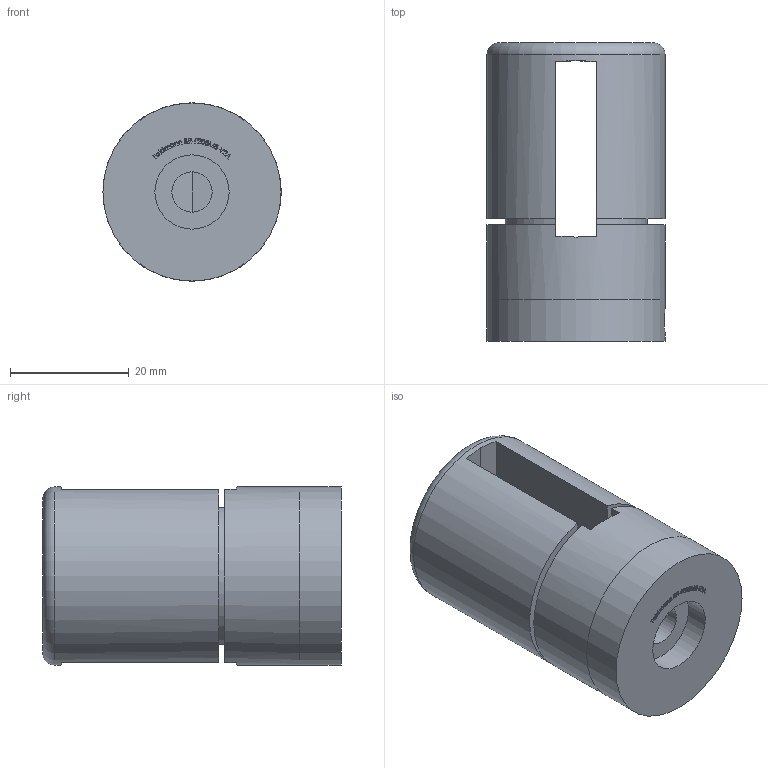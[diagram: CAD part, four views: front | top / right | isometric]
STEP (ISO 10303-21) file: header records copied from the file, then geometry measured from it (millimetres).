
FILE_DESCRIPTION (( 'STEP AP203' ), '1' );
FILE_NAME ('BR-F306M8-V2A.step', '2020-03-26T12:15:47', ( '' ), ( '' ), 'SwSTEP 2.0', 'SolidWorks 2015', '' );
FILE_SCHEMA (( 'CONFIG_CONTROL_DESIGN' ));
Length unit declared in the file: millimetre
Products named in the file (8): BR-R1XM8-XXX Teil1_BR-FXXXM8-V2A Teil1; BR-R1XM8-XXX Teil3; BR-F306M8-V2A; BR-R1XM8-XXX Teil3_BR-F306M8-V2A Teil3; BR-R1XM8-XXX Teil1; BR-R1XM8-XXX Teil2_BR-F306M8-V2A Teil2; BR-R1XM8-XXX Teil2
Assembly tree (4 placements, depth 2):
  BR-F306M8-V2A
    BR-R1XM8-XXX Teil1_BR-FXXXM8-V2A Teil1
    BR-R1XM8-XXX Teil2_BR-F306M8-V2A Teil2
    BR-R1XM8-XXX Teil3_BR-F306M8-V2A Teil3
  BR-R1XM8-XXX Teil1
  BR-F306M8-V2A
    BR-R1XM8-XXX Teil3
  BR-R1XM8-XXX Teil2
Bounding box: 30 x 50.24 x 30 mm (x, y, z)
Volume: 27136.9 mm3; surface area: 12306.7 mm2
Topology: 3 solids, 3 shells, 329 faces, 860 edges, 573 vertices
Faces by surface type: plane 195, bspline 117, cylinder 12, cone 4, torus 1
Full cylindrical faces by diameter (mm): 4.2 x1, 6.8 x1, 12.5 x1, 20 x1, 24.2 x1, 30 x3
Entity records: 17295 total; most frequent: CARTESIAN_POINT 9306, ORIENTED_EDGE 1694, DIRECTION 1071, EDGE_CURVE 847, VERTEX_POINT 570, VECTOR 565, LINE 565, EDGE_LOOP 379
